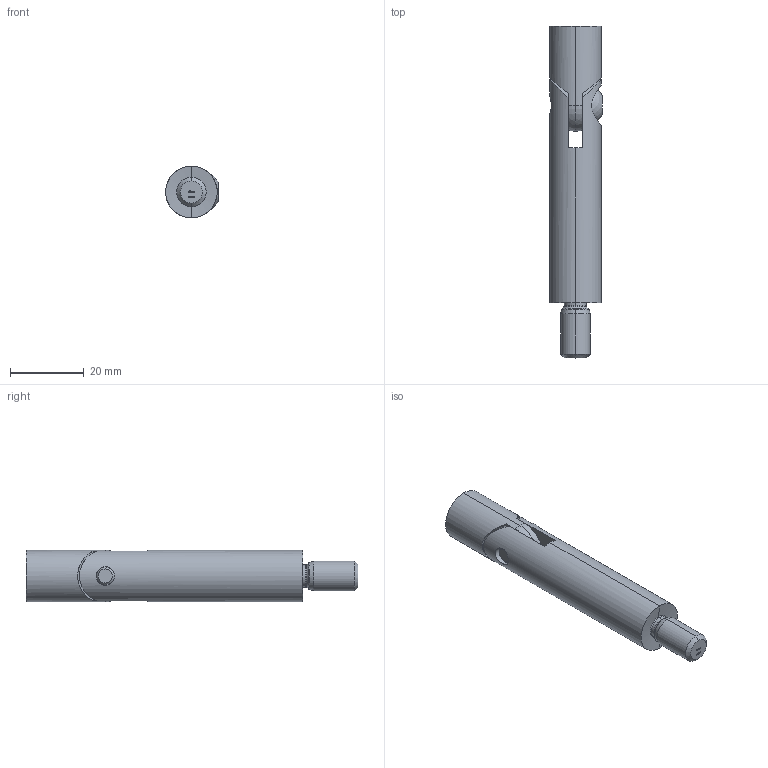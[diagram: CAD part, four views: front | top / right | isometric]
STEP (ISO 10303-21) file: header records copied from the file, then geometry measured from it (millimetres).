
FILE_DESCRIPTION (( 'STEP AP203' ), '1' );
FILE_NAME ('50232-V4A.STEP', '2018-08-08T08:26:06', ( '' ), ( '' ), 'SwSTEP 2.0', 'SolidWorks 2015', '' );
FILE_SCHEMA (( 'CONFIG_CONTROL_DESIGN' ));
Length unit declared in the file: millimetre
Products named in the file (4): 50232-V4A Teil1_50232-V4A Teil1; 50232-V4A; 50232-V4A Teil2_50232-V4A Teil2; 50232-V4A Teil3_ISO 7380 M6x10
Assembly tree (3 placements, depth 2):
  50232-V4A
    50232-V4A Teil1_50232-V4A Teil1
    50232-V4A Teil2_50232-V4A Teil2
    50232-V4A Teil3_ISO 7380 M6x10
Bounding box: 14.3 x 90 x 14 mm (x, y, z)
Volume: 11241.5 mm3; surface area: 5660.9 mm2
Topology: 3 solids, 3 shells, 303 faces, 774 edges, 501 vertices
Faces by surface type: plane 151, bspline 91, cylinder 26, cone 23, torus 8, sphere 4
Entity records: 14595 total; most frequent: CARTESIAN_POINT 7439, ORIENTED_EDGE 1540, DIRECTION 1100, EDGE_CURVE 770, VERTEX_POINT 501, VECTOR 482, LINE 482, EDGE_LOOP 337
